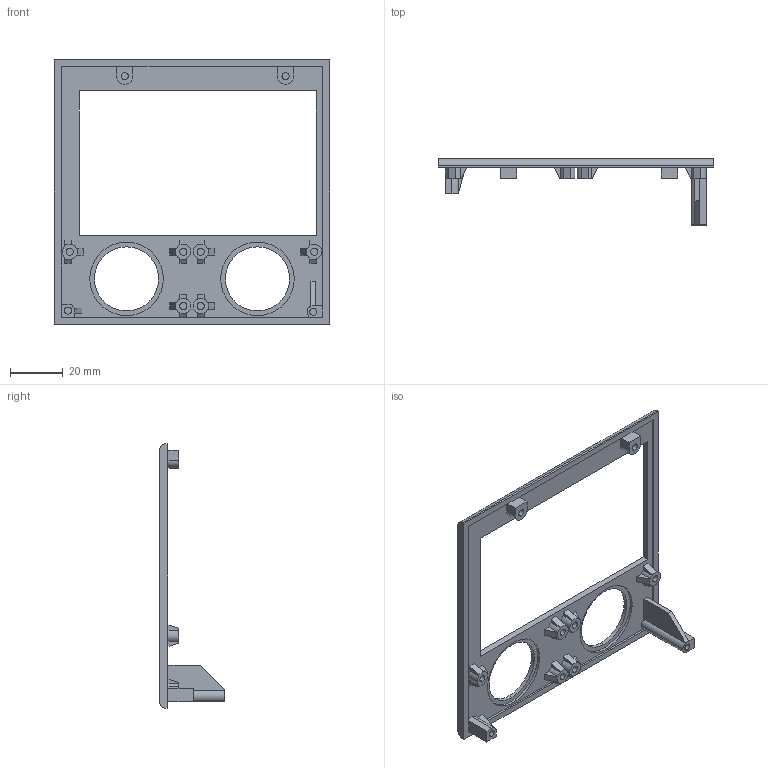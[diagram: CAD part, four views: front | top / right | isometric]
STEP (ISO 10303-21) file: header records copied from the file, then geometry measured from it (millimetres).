
FILE_DESCRIPTION (( 'STEP AP203' ), '1' );
FILE_NAME ('C001_top_case.step', '2019-10-07T21:24:27', ( '' ), ( '' ), 'SwSTEP 2.0', 'SolidWorks 2017', '' );
FILE_SCHEMA (( 'CONFIG_CONTROL_DESIGN' ));
Length unit declared in the file: inch
Products named in the file (1): C001_top_case
Bounding box: 104.65 x 24.94 x 100.58 mm (x, y, z)
Volume: 13936 mm3; surface area: 14200.2 mm2
Topology: 1 solids, 1 shells, 166 faces, 426 edges, 279 vertices
Faces by surface type: plane 114, cylinder 52
Entity records: 5105 total; most frequent: CARTESIAN_POINT 872, DIRECTION 864, ORIENTED_EDGE 852, EDGE_CURVE 426, VECTOR 322, LINE 322, VERTEX_POINT 279, AXIS2_PLACEMENT_3D 271
